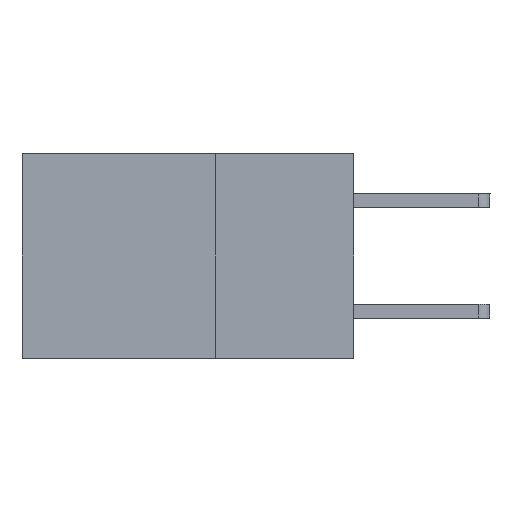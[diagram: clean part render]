
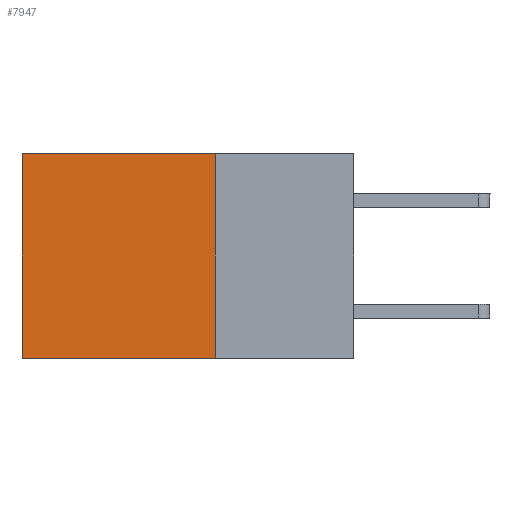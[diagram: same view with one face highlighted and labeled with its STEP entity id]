
A CAD part, left-side view. The second image highlights one B-rep face of the part: STEP entity #7947.
In plain terms, the highlighted planar face has unit normal (-1, 0, 0).
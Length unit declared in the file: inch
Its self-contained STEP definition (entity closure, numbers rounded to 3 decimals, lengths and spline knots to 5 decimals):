
#90 = VERTEX_POINT ( 'NONE', #853 ) ;
#175 = CARTESIAN_POINT ( 'NONE',  ( 0.2875, 0.25, -0.37 ) ) ;
#265 = DIRECTION ( 'NONE',  ( 0., 1., 0. ) ) ;
#853 = CARTESIAN_POINT ( 'NONE',  ( 0.2875, 0.25, 0. ) ) ;
#1037 = VERTEX_POINT ( 'NONE', #8097 ) ;
#1131 = VERTEX_POINT ( 'NONE', #175 ) ;
#1340 = ORIENTED_EDGE ( 'NONE', *, *, #4872, .F. ) ;
#1348 = ORIENTED_EDGE ( 'NONE', *, *, #8266, .T. ) ;
#1825 = LINE ( 'NONE', #2255, #4103 ) ;
#1941 = EDGE_LOOP ( 'NONE', ( #4130, #1340, #4200, #1348 ) ) ;
#2255 = CARTESIAN_POINT ( 'NONE',  ( 0.2875, 0.6, 0. ) ) ;
#2300 = VECTOR ( 'NONE', #5421, 39.37008 ) ;
#2573 = LINE ( 'NONE', #3806, #2300 ) ;
#3806 = CARTESIAN_POINT ( 'NONE',  ( 0.2875, 0.25, 0. ) ) ;
#4103 = VECTOR ( 'NONE', #10084, 39.37008 ) ;
#4130 = ORIENTED_EDGE ( 'NONE', *, *, #6573, .T. ) ;
#4200 = ORIENTED_EDGE ( 'NONE', *, *, #4741, .F. ) ;
#4332 = DIRECTION ( 'NONE',  ( 0., 0., -1. ) ) ;
#4534 = VECTOR ( 'NONE', #265, 39.37008 ) ;
#4737 = DIRECTION ( 'NONE',  ( 0., 1., 0. ) ) ;
#4741 = EDGE_CURVE ( 'NONE', #90, #1131, #2573, .T. ) ;
#4872 = EDGE_CURVE ( 'NONE', #1131, #5874, #9212, .T. ) ;
#4876 = CARTESIAN_POINT ( 'NONE',  ( 0.2875, 0.6, -0.37 ) ) ;
#5245 = VECTOR ( 'NONE', #4737, 39.37008 ) ;
#5327 = AXIS2_PLACEMENT_3D ( 'NONE', #7995, #8758, #4332 ) ;
#5421 = DIRECTION ( 'NONE',  ( 0., 0., -1. ) ) ;
#5864 = FACE_OUTER_BOUND ( 'NONE', #1941, .T. ) ;
#5874 = VERTEX_POINT ( 'NONE', #4876 ) ;
#5958 = CARTESIAN_POINT ( 'NONE',  ( 0.2875, 0.25, 0. ) ) ;
#6573 = EDGE_CURVE ( 'NONE', #1037, #5874, #1825, .T. ) ;
#7021 = CARTESIAN_POINT ( 'NONE',  ( 0.2875, 0.25, -0.37 ) ) ;
#7947 = ADVANCED_FACE ( 'NONE', ( #5864 ), #8729, .F. ) ;
#7995 = CARTESIAN_POINT ( 'NONE',  ( 0.2875, 0.25, 0. ) ) ;
#8097 = CARTESIAN_POINT ( 'NONE',  ( 0.2875, 0.6, 0. ) ) ;
#8235 = LINE ( 'NONE', #5958, #4534 ) ;
#8266 = EDGE_CURVE ( 'NONE', #90, #1037, #8235, .T. ) ;
#8729 = PLANE ( 'NONE',  #5327 ) ;
#8758 = DIRECTION ( 'NONE',  ( 1., 0., 0. ) ) ;
#9212 = LINE ( 'NONE', #7021, #5245 ) ;
#10084 = DIRECTION ( 'NONE',  ( 0., 0., -1. ) ) ;
